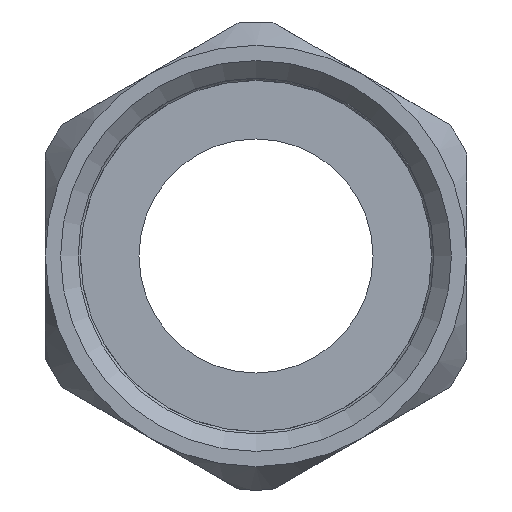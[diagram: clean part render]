
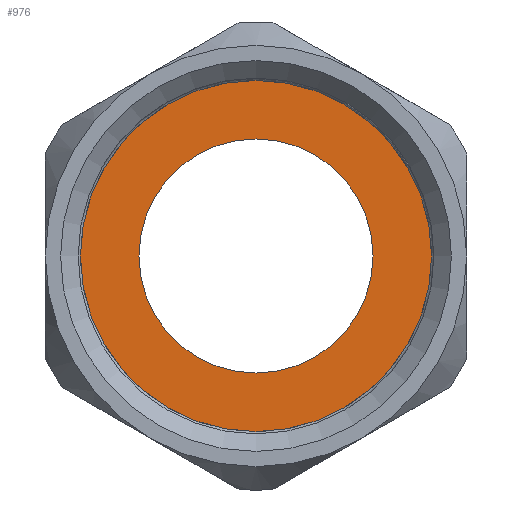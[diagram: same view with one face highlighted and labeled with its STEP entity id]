
A CAD part, left-side view. The second image highlights one B-rep face of the part: STEP entity #976.
In plain terms, the highlighted planar face has unit normal (-1, 0, 0).
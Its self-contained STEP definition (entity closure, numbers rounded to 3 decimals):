
#41=FACE_BOUND('',#234,.T.);
#48=PLANE('',#1095);
#173=FACE_OUTER_BOUND('',#233,.T.);
#233=EDGE_LOOP('',(#725,#726));
#234=EDGE_LOOP('',(#727,#728));
#325=CIRCLE('',#1096,15.);
#326=CIRCLE('',#1097,15.);
#327=CIRCLE('',#1098,10.);
#328=CIRCLE('',#1099,10.);
#420=VERTEX_POINT('',#1646);
#421=VERTEX_POINT('',#1647);
#422=VERTEX_POINT('',#1650);
#423=VERTEX_POINT('',#1651);
#535=EDGE_CURVE('',#420,#421,#325,.T.);
#536=EDGE_CURVE('',#421,#420,#326,.T.);
#537=EDGE_CURVE('',#422,#423,#327,.T.);
#538=EDGE_CURVE('',#423,#422,#328,.T.);
#725=ORIENTED_EDGE('',*,*,#535,.F.);
#726=ORIENTED_EDGE('',*,*,#536,.F.);
#727=ORIENTED_EDGE('',*,*,#537,.T.);
#728=ORIENTED_EDGE('',*,*,#538,.T.);
#976=ADVANCED_FACE('',(#173,#41),#48,.T.);
#1095=AXIS2_PLACEMENT_3D('',#1645,#1313,#1314);
#1096=AXIS2_PLACEMENT_3D('',#1648,#1315,#1316);
#1097=AXIS2_PLACEMENT_3D('',#1649,#1317,#1318);
#1098=AXIS2_PLACEMENT_3D('',#1652,#1319,#1320);
#1099=AXIS2_PLACEMENT_3D('',#1653,#1321,#1322);
#1313=DIRECTION('center_axis',(-1.,0.,0.));
#1314=DIRECTION('ref_axis',(0.,0.,1.));
#1315=DIRECTION('center_axis',(1.,0.,0.));
#1316=DIRECTION('ref_axis',(0.,0.,-1.));
#1317=DIRECTION('center_axis',(1.,0.,0.));
#1318=DIRECTION('ref_axis',(0.,0.,-1.));
#1319=DIRECTION('center_axis',(1.,0.,0.));
#1320=DIRECTION('ref_axis',(0.,0.,-1.));
#1321=DIRECTION('center_axis',(1.,0.,0.));
#1322=DIRECTION('ref_axis',(0.,0.,-1.));
#1645=CARTESIAN_POINT('Origin',(-44.5,0.,-12.5));
#1646=CARTESIAN_POINT('',(-44.5,0.,-15.));
#1647=CARTESIAN_POINT('',(-44.5,0.,15.));
#1648=CARTESIAN_POINT('Origin',(-44.5,0.,0.));
#1649=CARTESIAN_POINT('Origin',(-44.5,0.,0.));
#1650=CARTESIAN_POINT('',(-44.5,0.,-10.));
#1651=CARTESIAN_POINT('',(-44.5,0.,10.));
#1652=CARTESIAN_POINT('Origin',(-44.5,0.,0.));
#1653=CARTESIAN_POINT('Origin',(-44.5,0.,0.));
